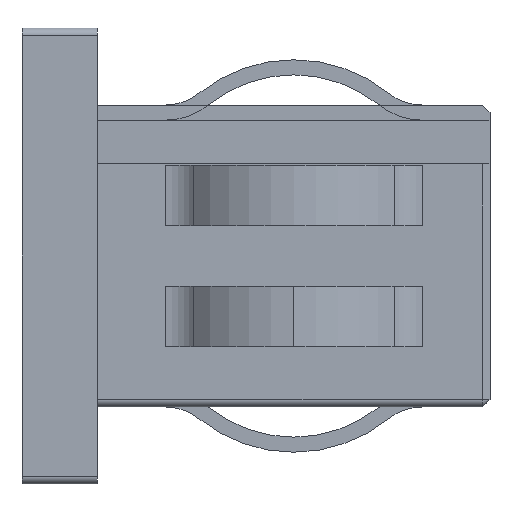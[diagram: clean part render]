
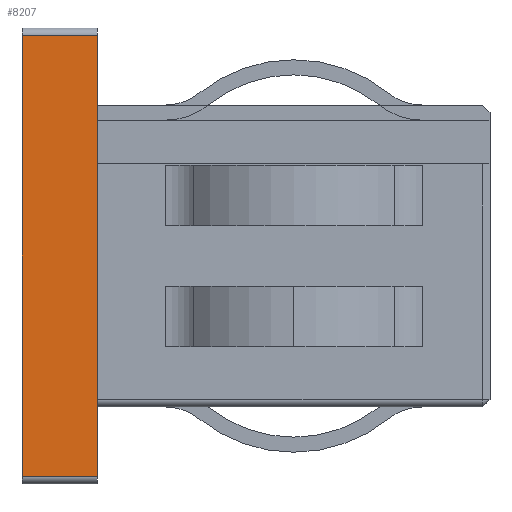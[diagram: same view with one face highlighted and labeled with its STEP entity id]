
A CAD part, left-side view. The second image highlights one B-rep face of the part: STEP entity #8207.
In plain terms, the highlighted planar face has unit normal (-1, 0, 0).
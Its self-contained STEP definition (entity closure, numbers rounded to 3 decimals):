
#26 = VECTOR ( 'NONE', #4073, 1000. ) ;
#1035 = EDGE_CURVE ( 'NONE', #8089, #5318, #15856, .T. ) ;
#1221 = ORIENTED_EDGE ( 'NONE', *, *, #9396, .T. ) ;
#2284 = AXIS2_PLACEMENT_3D ( 'NONE', #11071, #14655, #9548 ) ;
#2590 = LINE ( 'NONE', #10193, #16195 ) ;
#2744 = EDGE_LOOP ( 'NONE', ( #4860, #8949, #14526, #1221 ) ) ;
#2932 = EDGE_CURVE ( 'NONE', #12487, #4598, #13226, .T. ) ;
#3203 = PLANE ( 'NONE',  #2284 ) ;
#3648 = DIRECTION ( 'NONE',  ( 0., 1., 0. ) ) ;
#4073 = DIRECTION ( 'NONE',  ( 0., 0., 1. ) ) ;
#4598 = VERTEX_POINT ( 'NONE', #12523 ) ;
#4860 = ORIENTED_EDGE ( 'NONE', *, *, #1035, .T. ) ;
#5318 = VERTEX_POINT ( 'NONE', #10234 ) ;
#6245 = VECTOR ( 'NONE', #3648, 1000. ) ;
#6249 = FACE_OUTER_BOUND ( 'NONE', #2744, .T. ) ;
#7183 = DIRECTION ( 'NONE',  ( 0., 0., 1. ) ) ;
#7720 = DIRECTION ( 'NONE',  ( 0., -1., 0. ) ) ;
#8089 = VERTEX_POINT ( 'NONE', #14227 ) ;
#8207 = ADVANCED_FACE ( 'NONE', ( #6249 ), #3203, .F. ) ;
#8454 = VECTOR ( 'NONE', #7183, 1000. ) ;
#8949 = ORIENTED_EDGE ( 'NONE', *, *, #12506, .T. ) ;
#9233 = LINE ( 'NONE', #13014, #6245 ) ;
#9396 = EDGE_CURVE ( 'NONE', #12487, #8089, #2590, .T. ) ;
#9548 = DIRECTION ( 'NONE',  ( 0., 0., -1. ) ) ;
#10193 = CARTESIAN_POINT ( 'NONE',  ( -15.1, 5., -14.6 ) ) ;
#10234 = CARTESIAN_POINT ( 'NONE',  ( -15.1, 0., 14.6 ) ) ;
#10472 = CARTESIAN_POINT ( 'NONE',  ( -15.1, 5., -14.6 ) ) ;
#11071 = CARTESIAN_POINT ( 'NONE',  ( -15.1, 5., -15.1 ) ) ;
#11610 = CARTESIAN_POINT ( 'NONE',  ( -15.1, 5., -15.1 ) ) ;
#12487 = VERTEX_POINT ( 'NONE', #10472 ) ;
#12506 = EDGE_CURVE ( 'NONE', #5318, #4598, #9233, .T. ) ;
#12523 = CARTESIAN_POINT ( 'NONE',  ( -15.1, 5., 14.6 ) ) ;
#13014 = CARTESIAN_POINT ( 'NONE',  ( -15.1, 5., 14.6 ) ) ;
#13226 = LINE ( 'NONE', #11610, #26 ) ;
#14227 = CARTESIAN_POINT ( 'NONE',  ( -15.1, 0., -14.6 ) ) ;
#14526 = ORIENTED_EDGE ( 'NONE', *, *, #2932, .F. ) ;
#14655 = DIRECTION ( 'NONE',  ( 1., 0., 0. ) ) ;
#15035 = CARTESIAN_POINT ( 'NONE',  ( -15.1, 0., -15.1 ) ) ;
#15856 = LINE ( 'NONE', #15035, #8454 ) ;
#16195 = VECTOR ( 'NONE', #7720, 1000. ) ;
